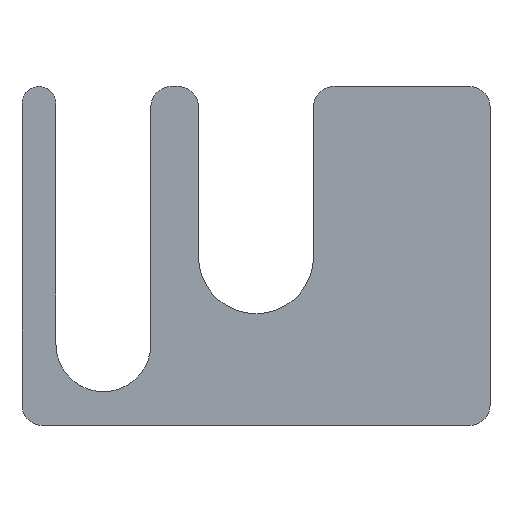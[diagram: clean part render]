
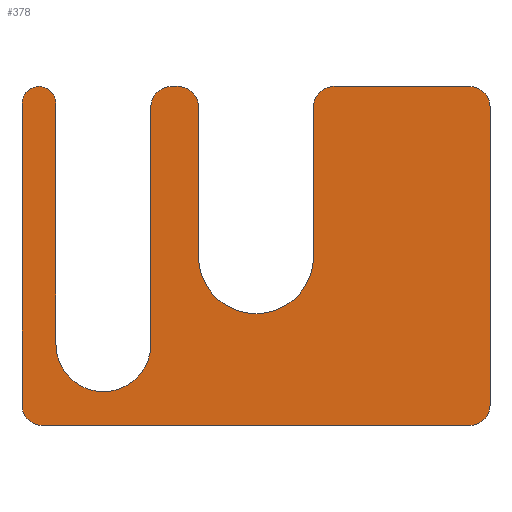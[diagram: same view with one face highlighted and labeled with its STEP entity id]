
A CAD part, top view. The second image highlights one B-rep face of the part: STEP entity #378.
In plain terms, the highlighted planar face has unit normal (0, 0, 1).
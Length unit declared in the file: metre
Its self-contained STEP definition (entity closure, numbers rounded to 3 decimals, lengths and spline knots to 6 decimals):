
#13=CIRCLE('',#396,0.00127);
#15=CIRCLE('',#400,0.001524);
#17=CIRCLE('',#404,0.001524);
#19=CIRCLE('',#408,0.001524);
#21=CIRCLE('',#412,0.001524);
#23=CIRCLE('',#416,0.004318);
#25=CIRCLE('',#420,0.001524);
#27=CIRCLE('',#424,0.001524);
#29=CIRCLE('',#428,0.003556);
#111=ORIENTED_EDGE('',*,*,#149,.T.);
#112=ORIENTED_EDGE('',*,*,#153,.T.);
#113=ORIENTED_EDGE('',*,*,#156,.F.);
#114=ORIENTED_EDGE('',*,*,#159,.T.);
#115=ORIENTED_EDGE('',*,*,#162,.F.);
#116=ORIENTED_EDGE('',*,*,#165,.T.);
#117=ORIENTED_EDGE('',*,*,#168,.T.);
#118=ORIENTED_EDGE('',*,*,#171,.T.);
#119=ORIENTED_EDGE('',*,*,#174,.T.);
#120=ORIENTED_EDGE('',*,*,#177,.T.);
#121=ORIENTED_EDGE('',*,*,#180,.F.);
#122=ORIENTED_EDGE('',*,*,#183,.F.);
#123=ORIENTED_EDGE('',*,*,#186,.T.);
#124=ORIENTED_EDGE('',*,*,#189,.T.);
#125=ORIENTED_EDGE('',*,*,#192,.T.);
#126=ORIENTED_EDGE('',*,*,#195,.T.);
#127=ORIENTED_EDGE('',*,*,#198,.F.);
#128=ORIENTED_EDGE('',*,*,#200,.F.);
#149=EDGE_CURVE('',#204,#203,#239,.T.);
#153=EDGE_CURVE('',#203,#206,#13,.T.);
#156=EDGE_CURVE('',#208,#206,#244,.T.);
#159=EDGE_CURVE('',#208,#210,#15,.T.);
#162=EDGE_CURVE('',#212,#210,#248,.T.);
#165=EDGE_CURVE('',#212,#214,#17,.T.);
#168=EDGE_CURVE('',#214,#216,#252,.T.);
#171=EDGE_CURVE('',#216,#218,#19,.T.);
#174=EDGE_CURVE('',#218,#220,#256,.T.);
#177=EDGE_CURVE('',#220,#222,#21,.T.);
#180=EDGE_CURVE('',#224,#222,#260,.T.);
#183=EDGE_CURVE('',#226,#224,#23,.T.);
#186=EDGE_CURVE('',#226,#228,#264,.T.);
#189=EDGE_CURVE('',#228,#230,#25,.T.);
#192=EDGE_CURVE('',#230,#232,#268,.T.);
#195=EDGE_CURVE('',#232,#234,#27,.T.);
#198=EDGE_CURVE('',#236,#234,#272,.T.);
#200=EDGE_CURVE('',#204,#236,#29,.T.);
#203=VERTEX_POINT('',#551);
#204=VERTEX_POINT('',#553);
#206=VERTEX_POINT('',#559);
#208=VERTEX_POINT('',#565);
#210=VERTEX_POINT('',#571);
#212=VERTEX_POINT('',#577);
#214=VERTEX_POINT('',#583);
#216=VERTEX_POINT('',#589);
#218=VERTEX_POINT('',#595);
#220=VERTEX_POINT('',#601);
#222=VERTEX_POINT('',#607);
#224=VERTEX_POINT('',#613);
#226=VERTEX_POINT('',#619);
#228=VERTEX_POINT('',#625);
#230=VERTEX_POINT('',#631);
#232=VERTEX_POINT('',#637);
#234=VERTEX_POINT('',#643);
#236=VERTEX_POINT('',#649);
#239=LINE('',#552,#275);
#244=LINE('',#566,#280);
#248=LINE('',#578,#284);
#252=LINE('',#590,#288);
#256=LINE('',#602,#292);
#260=LINE('',#614,#296);
#264=LINE('',#626,#300);
#268=LINE('',#638,#304);
#272=LINE('',#650,#308);
#275=VECTOR('',#437,1.);
#280=VECTOR('',#450,1.);
#284=VECTOR('',#462,1.);
#288=VECTOR('',#474,1.);
#292=VECTOR('',#486,1.);
#296=VECTOR('',#498,1.);
#300=VECTOR('',#510,1.);
#304=VECTOR('',#522,1.);
#308=VECTOR('',#534,1.);
#327=EDGE_LOOP('',(#111,#112,#113,#114,#115,#116,#117,#118,#119,#120,#121,
#122,#123,#124,#125,#126,#127,#128));
#347=FACE_BOUND('',#327,.T.);
#358=PLANE('',#429);
#378=ADVANCED_FACE('',(#347),#358,.T.);
#396=AXIS2_PLACEMENT_3D('',#560,#444,#445);
#400=AXIS2_PLACEMENT_3D('',#572,#456,#457);
#404=AXIS2_PLACEMENT_3D('',#584,#468,#469);
#408=AXIS2_PLACEMENT_3D('',#596,#480,#481);
#412=AXIS2_PLACEMENT_3D('',#608,#492,#493);
#416=AXIS2_PLACEMENT_3D('',#620,#504,#505);
#420=AXIS2_PLACEMENT_3D('',#632,#516,#517);
#424=AXIS2_PLACEMENT_3D('',#644,#528,#529);
#428=AXIS2_PLACEMENT_3D('',#653,#539,#540);
#429=AXIS2_PLACEMENT_3D('',#654,#541,#542);
#437=DIRECTION('',(0.,1.,0.));
#444=DIRECTION('',(0.,0.,1.));
#445=DIRECTION('',(1.,0.,0.));
#450=DIRECTION('',(0.,1.,0.));
#456=DIRECTION('',(0.,0.,1.));
#457=DIRECTION('',(1.,0.,0.));
#462=DIRECTION('',(-1.,0.,0.));
#468=DIRECTION('',(0.,0.,1.));
#469=DIRECTION('',(1.,0.,0.));
#474=DIRECTION('',(0.,1.,0.));
#480=DIRECTION('',(0.,0.,1.));
#481=DIRECTION('',(1.,0.,0.));
#486=DIRECTION('',(-1.,0.,0.));
#492=DIRECTION('',(0.,0.,1.));
#493=DIRECTION('',(1.,0.,0.));
#498=DIRECTION('',(0.,1.,0.));
#504=DIRECTION('',(0.,0.,1.));
#505=DIRECTION('',(1.,0.,0.));
#510=DIRECTION('',(0.,1.,0.));
#516=DIRECTION('',(0.,0.,1.));
#517=DIRECTION('',(1.,0.,0.));
#522=DIRECTION('',(-1.,0.,0.));
#528=DIRECTION('',(0.,0.,1.));
#529=DIRECTION('',(1.,0.,0.));
#534=DIRECTION('',(0.,1.,0.));
#539=DIRECTION('',(0.,0.,1.));
#540=DIRECTION('',(1.,0.,0.));
#541=DIRECTION('',(0.,0.,1.));
#542=DIRECTION('',(1.,0.,0.));
#551=CARTESIAN_POINT('',(-0.014986,0.01143,0.001));
#552=CARTESIAN_POINT('',(-0.014986,0.002413,0.001));
#553=CARTESIAN_POINT('',(-0.014986,-0.006604,0.001));
#559=CARTESIAN_POINT('',(-0.017526,0.01143,0.001));
#560=CARTESIAN_POINT('',(-0.016256,0.01143,0.001));
#565=CARTESIAN_POINT('',(-0.017526,-0.011176,0.001));
#566=CARTESIAN_POINT('',(-0.017526,0.000127,0.001));
#571=CARTESIAN_POINT('',(-0.016002,-0.0127,0.001));
#572=CARTESIAN_POINT('',(-0.016002,-0.011176,0.001));
#577=CARTESIAN_POINT('',(0.016002,-0.0127,0.001));
#578=CARTESIAN_POINT('',(0.,-0.0127,0.001));
#583=CARTESIAN_POINT('',(0.017526,-0.011176,0.001));
#584=CARTESIAN_POINT('',(0.016002,-0.011176,0.001));
#589=CARTESIAN_POINT('',(0.017526,0.011176,0.001));
#590=CARTESIAN_POINT('',(0.017526,0.,0.001));
#595=CARTESIAN_POINT('',(0.016002,0.0127,0.001));
#596=CARTESIAN_POINT('',(0.016002,0.011176,0.001));
#601=CARTESIAN_POINT('',(0.005842,0.0127,0.001));
#602=CARTESIAN_POINT('',(0.010922,0.0127,0.001));
#607=CARTESIAN_POINT('',(0.004318,0.011176,0.001));
#608=CARTESIAN_POINT('',(0.005842,0.011176,0.001));
#613=CARTESIAN_POINT('',(0.004318,0.,0.001));
#614=CARTESIAN_POINT('',(0.004318,0.005588,0.001));
#619=CARTESIAN_POINT('',(-0.004318,0.,0.001));
#620=CARTESIAN_POINT('',(0.,0.,0.001));
#625=CARTESIAN_POINT('',(-0.004318,0.011176,0.001));
#626=CARTESIAN_POINT('',(-0.004318,0.005588,0.001));
#631=CARTESIAN_POINT('',(-0.005842,0.0127,0.001));
#632=CARTESIAN_POINT('',(-0.005842,0.011176,0.001));
#637=CARTESIAN_POINT('',(-0.00635,0.0127,0.001));
#638=CARTESIAN_POINT('',(-0.006096,0.0127,0.001));
#643=CARTESIAN_POINT('',(-0.007874,0.011176,0.001));
#644=CARTESIAN_POINT('',(-0.00635,0.011176,0.001));
#649=CARTESIAN_POINT('',(-0.007874,-0.006604,0.001));
#650=CARTESIAN_POINT('',(-0.007874,0.002286,0.001));
#653=CARTESIAN_POINT('',(-0.01143,-0.006604,0.001));
#654=CARTESIAN_POINT('',(0.,0.,0.001));
